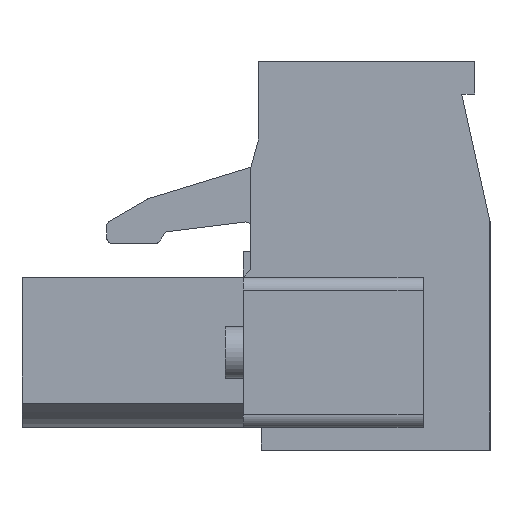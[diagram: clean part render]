
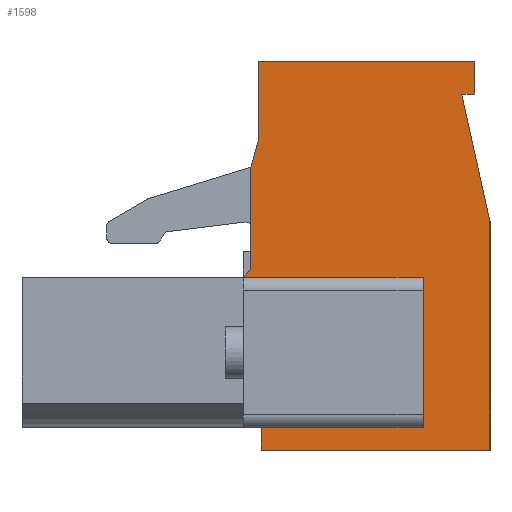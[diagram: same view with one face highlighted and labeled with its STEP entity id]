
A CAD part, left-side view. The second image highlights one B-rep face of the part: STEP entity #1598.
In plain terms, the highlighted planar face has unit normal (-1, 0, 0).
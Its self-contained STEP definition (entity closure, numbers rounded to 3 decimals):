
#1598 = ADVANCED_FACE( '', ( #3947 ), #3948, .T. );
#3947 = FACE_OUTER_BOUND( '', #7299, .T. );
#3948 = PLANE( '', #7300 );
#7299 = EDGE_LOOP( '', ( #11313, #11314, #11315, #11316, #11317, #11318, #11319, #11320, #11321, #11322, #11323, #11324, #11325, #11326 ) );
#7300 = AXIS2_PLACEMENT_3D( '', #11327, #11328, #11329 );
#11313 = ORIENTED_EDGE( '', *, *, #20661, .F. );
#11314 = ORIENTED_EDGE( '', *, *, #20662, .F. );
#11315 = ORIENTED_EDGE( '', *, *, #20663, .F. );
#11316 = ORIENTED_EDGE( '', *, *, #20664, .T. );
#11317 = ORIENTED_EDGE( '', *, *, #20665, .T. );
#11318 = ORIENTED_EDGE( '', *, *, #20026, .T. );
#11319 = ORIENTED_EDGE( '', *, *, #20666, .T. );
#11320 = ORIENTED_EDGE( '', *, *, #20667, .T. );
#11321 = ORIENTED_EDGE( '', *, *, #20668, .T. );
#11322 = ORIENTED_EDGE( '', *, *, #20669, .T. );
#11323 = ORIENTED_EDGE( '', *, *, #20455, .T. );
#11324 = ORIENTED_EDGE( '', *, *, #20670, .T. );
#11325 = ORIENTED_EDGE( '', *, *, #20671, .T. );
#11326 = ORIENTED_EDGE( '', *, *, #20672, .T. );
#11327 = CARTESIAN_POINT( '', ( -20.32, 0., 0. ) );
#11328 = DIRECTION( '', ( -1., 0., 0. ) );
#11329 = DIRECTION( '', ( 0., 0., 1. ) );
#20026 = EDGE_CURVE( '', #23853, #23851, #23854, .T. );
#20455 = EDGE_CURVE( '', #24639, #24637, #24640, .T. );
#20661 = EDGE_CURVE( '', #24990, #24991, #24992, .T. );
#20662 = EDGE_CURVE( '', #24993, #24990, #24994, .T. );
#20663 = EDGE_CURVE( '', #24995, #24993, #24996, .T. );
#20664 = EDGE_CURVE( '', #24995, #24997, #24998, .T. );
#20665 = EDGE_CURVE( '', #24997, #23853, #24999, .T. );
#20666 = EDGE_CURVE( '', #23851, #25000, #25001, .T. );
#20667 = EDGE_CURVE( '', #25000, #25002, #25003, .T. );
#20668 = EDGE_CURVE( '', #25002, #25004, #25005, .T. );
#20669 = EDGE_CURVE( '', #25004, #24639, #25006, .T. );
#20670 = EDGE_CURVE( '', #24637, #25007, #25008, .T. );
#20671 = EDGE_CURVE( '', #25007, #25009, #25010, .T. );
#20672 = EDGE_CURVE( '', #25009, #24991, #25011, .F. );
#23851 = VERTEX_POINT( '', #29496 );
#23853 = VERTEX_POINT( '', #29499 );
#23854 = LINE( '', #29500, #29501 );
#24637 = VERTEX_POINT( '', #30577 );
#24639 = VERTEX_POINT( '', #30580 );
#24640 = LINE( '', #30581, #30582 );
#24990 = VERTEX_POINT( '', #31088 );
#24991 = VERTEX_POINT( '', #31089 );
#24992 = LINE( '', #31090, #31091 );
#24993 = VERTEX_POINT( '', #31092 );
#24994 = LINE( '', #31093, #31094 );
#24995 = VERTEX_POINT( '', #31095 );
#24996 = LINE( '', #31096, #31097 );
#24997 = VERTEX_POINT( '', #31098 );
#24998 = LINE( '', #31099, #31100 );
#24999 = LINE( '', #31101, #31102 );
#25000 = VERTEX_POINT( '', #31103 );
#25001 = LINE( '', #31104, #31105 );
#25002 = VERTEX_POINT( '', #31106 );
#25003 = LINE( '', #31107, #31108 );
#25004 = VERTEX_POINT( '', #31109 );
#25005 = LINE( '', #31110, #31111 );
#25006 = LINE( '', #31112, #31113 );
#25007 = VERTEX_POINT( '', #31114 );
#25008 = LINE( '', #31115, #31116 );
#25009 = VERTEX_POINT( '', #31117 );
#25010 = LINE( '', #31118, #31119 );
#25011 = LINE( '', #31120, #31121 );
#29496 = CARTESIAN_POINT( '', ( -20.32, -4.45, 4.45 ) );
#29499 = CARTESIAN_POINT( '', ( -20.32, -4.45, -4.45 ) );
#29500 = CARTESIAN_POINT( '', ( -20.32, -4.45, -4.45 ) );
#29501 = VECTOR( '', #37622, 1000. );
#30577 = CARTESIAN_POINT( '', ( -20.32, 4.55, 7.65 ) );
#30580 = CARTESIAN_POINT( '', ( -20.32, 4.55, 10.65 ) );
#30581 = CARTESIAN_POINT( '', ( -20.32, 4.55, 10.65 ) );
#30582 = VECTOR( '', #38148, 1000. );
#31088 = CARTESIAN_POINT( '', ( -20.32, -1.85, 2.275 ) );
#31089 = CARTESIAN_POINT( '', ( -20.32, 5.15, 2.275 ) );
#31090 = CARTESIAN_POINT( '', ( -20.32, -1.85, 2.275 ) );
#31091 = VECTOR( '', #38329, 1000. );
#31092 = CARTESIAN_POINT( '', ( -20.32, -1.85, -3.575 ) );
#31093 = CARTESIAN_POINT( '', ( -20.32, -1.85, -3.575 ) );
#31094 = VECTOR( '', #38330, 1000. );
#31095 = CARTESIAN_POINT( '', ( -20.32, 4.45, -3.575 ) );
#31096 = CARTESIAN_POINT( '', ( -20.32, 5.15, -3.575 ) );
#31097 = VECTOR( '', #38331, 1000. );
#31098 = CARTESIAN_POINT( '', ( -20.32, 4.45, -4.45 ) );
#31099 = CARTESIAN_POINT( '', ( -20.32, 4.45, -3.575 ) );
#31100 = VECTOR( '', #38332, 1000. );
#31101 = CARTESIAN_POINT( '', ( -20.32, 4.45, -4.45 ) );
#31102 = VECTOR( '', #38333, 1000. );
#31103 = CARTESIAN_POINT( '', ( -20.32, -3.35, 9.4 ) );
#31104 = CARTESIAN_POINT( '', ( -20.32, -4.45, 4.45 ) );
#31105 = VECTOR( '', #38334, 1000. );
#31106 = CARTESIAN_POINT( '', ( -20.32, -3.85, 9.4 ) );
#31107 = CARTESIAN_POINT( '', ( -20.32, -3.35, 9.4 ) );
#31108 = VECTOR( '', #38335, 1000. );
#31109 = CARTESIAN_POINT( '', ( -20.32, -3.85, 10.65 ) );
#31110 = CARTESIAN_POINT( '', ( -20.32, -3.85, 9.4 ) );
#31111 = VECTOR( '', #38336, 1000. );
#31112 = CARTESIAN_POINT( '', ( -20.32, -3.85, 10.65 ) );
#31113 = VECTOR( '', #38337, 1000. );
#31114 = CARTESIAN_POINT( '', ( -20.32, 4.85, 6.55 ) );
#31115 = CARTESIAN_POINT( '', ( -20.32, 4.55, 7.65 ) );
#31116 = VECTOR( '', #38338, 1000. );
#31117 = CARTESIAN_POINT( '', ( -20.32, 4.85, 2.575 ) );
#31118 = CARTESIAN_POINT( '', ( -20.32, 4.85, 6.55 ) );
#31119 = VECTOR( '', #38339, 1000. );
#31120 = CARTESIAN_POINT( '', ( -20.32, 4.85, 2.575 ) );
#31121 = VECTOR( '', #38340, 1000. );
#37622 = DIRECTION( '', ( 0., 0., 1. ) );
#38148 = DIRECTION( '', ( 0., 0., -1. ) );
#38329 = DIRECTION( '', ( 0., 1., 0. ) );
#38330 = DIRECTION( '', ( 0., 0., 1. ) );
#38331 = DIRECTION( '', ( 0., -1., 0. ) );
#38332 = DIRECTION( '', ( 0., 0., -1. ) );
#38333 = DIRECTION( '', ( 0., -1., 0. ) );
#38334 = DIRECTION( '', ( 0., 0.217, 0.976 ) );
#38335 = DIRECTION( '', ( 0., -1., 0. ) );
#38336 = DIRECTION( '', ( 0., 0., 1. ) );
#38337 = DIRECTION( '', ( 0., 1., 0. ) );
#38338 = DIRECTION( '', ( 0., 0.263, -0.965 ) );
#38339 = DIRECTION( '', ( 0., 0., -1. ) );
#38340 = DIRECTION( '', ( 0., -0.707, 0.707 ) );
